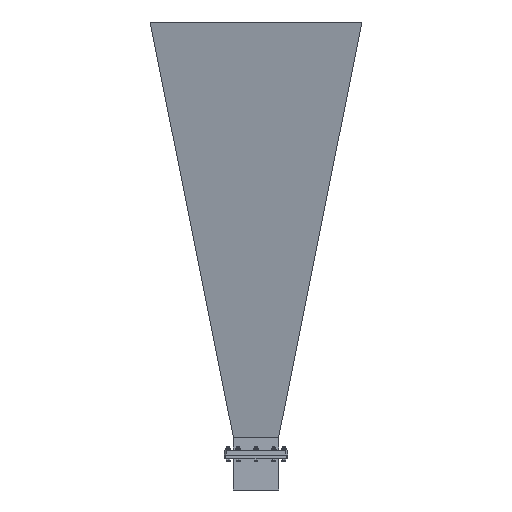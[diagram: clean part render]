
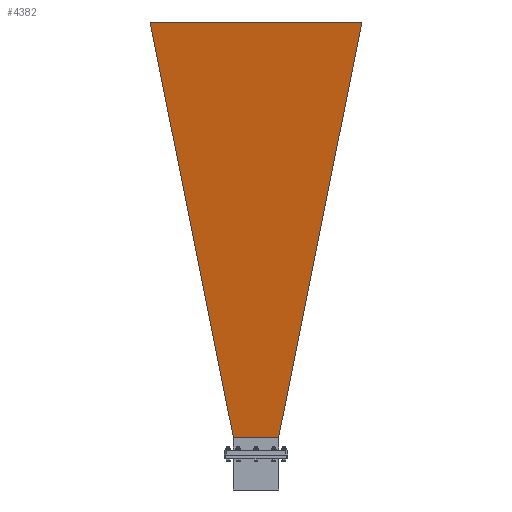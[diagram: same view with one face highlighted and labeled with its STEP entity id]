
A CAD part, front view. The second image highlights one B-rep face of the part: STEP entity #4382.
In plain terms, the highlighted face is planar.
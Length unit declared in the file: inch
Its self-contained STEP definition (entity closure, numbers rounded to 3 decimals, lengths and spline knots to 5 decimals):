
#57 = LINE ( 'NONE', #211, #5549 ) ;
#211 = CARTESIAN_POINT ( 'NONE',  ( -1.19311, 0., 1.95904 ) ) ;
#310 = DIRECTION ( 'NONE',  ( 0., 1., 0. ) ) ;
#388 = ORIENTED_EDGE ( 'NONE', *, *, #14146, .T. ) ;
#504 = ORIENTED_EDGE ( 'NONE', *, *, #15858, .T. ) ;
#1202 = ORIENTED_EDGE ( 'NONE', *, *, #8741, .T. ) ;
#2183 = VERTEX_POINT ( 'NONE', #4080 ) ;
#3269 = CARTESIAN_POINT ( 'NONE',  ( -1.19311, -2.26856, 1.95904 ) ) ;
#3315 = DIRECTION ( 'NONE',  ( -0.987, 0., -0.159 ) ) ;
#3829 = DIRECTION ( 'NONE',  ( -0.156, -0.194, 0.968 ) ) ;
#3931 = CARTESIAN_POINT ( 'NONE',  ( -7.91984, 10.63396, 43.6785 ) ) ;
#4071 = EDGE_LOOP ( 'NONE', ( #504, #8934, #388, #1202 ) ) ;
#4080 = CARTESIAN_POINT ( 'NONE',  ( -7.91984, -10.63396, 43.6785 ) ) ;
#4166 = LINE ( 'NONE', #9471, #12574 ) ;
#4382 = ADVANCED_FACE ( 'NONE', ( #10779 ), #5681, .T. ) ;
#5034 = CARTESIAN_POINT ( 'NONE',  ( -1.19311, 2.26856, 1.95904 ) ) ;
#5082 = CARTESIAN_POINT ( 'NONE',  ( -1.19311, -2.26856, 1.95904 ) ) ;
#5194 = LINE ( 'NONE', #3931, #12539 ) ;
#5549 = VECTOR ( 'NONE', #12641, 39.37008 ) ;
#5681 = PLANE ( 'NONE',  #12869 ) ;
#7100 = CARTESIAN_POINT ( 'NONE',  ( -4.5542, 0., 22.8047 ) ) ;
#8188 = VERTEX_POINT ( 'NONE', #16050 ) ;
#8477 = EDGE_CURVE ( 'NONE', #2183, #8188, #4166, .T. ) ;
#8741 = EDGE_CURVE ( 'NONE', #9660, #12685, #57, .T. ) ;
#8934 = ORIENTED_EDGE ( 'NONE', *, *, #8477, .T. ) ;
#9471 = CARTESIAN_POINT ( 'NONE',  ( -7.91984, 0., 43.6785 ) ) ;
#9660 = VERTEX_POINT ( 'NONE', #5034 ) ;
#10779 = FACE_OUTER_BOUND ( 'NONE', #4071, .T. ) ;
#11455 = LINE ( 'NONE', #5082, #14910 ) ;
#12539 = VECTOR ( 'NONE', #15928, 39.37008 ) ;
#12574 = VECTOR ( 'NONE', #310, 39.37008 ) ;
#12641 = DIRECTION ( 'NONE',  ( 0., -1., 0. ) ) ;
#12685 = VERTEX_POINT ( 'NONE', #3269 ) ;
#12869 = AXIS2_PLACEMENT_3D ( 'NONE', #7100, #3315, #14427 ) ;
#14146 = EDGE_CURVE ( 'NONE', #8188, #9660, #5194, .T. ) ;
#14427 = DIRECTION ( 'NONE',  ( -0.159, 0., 0.987 ) ) ;
#14910 = VECTOR ( 'NONE', #3829, 39.37008 ) ;
#15858 = EDGE_CURVE ( 'NONE', #12685, #2183, #11455, .T. ) ;
#15928 = DIRECTION ( 'NONE',  ( 0.156, -0.194, -0.968 ) ) ;
#16050 = CARTESIAN_POINT ( 'NONE',  ( -7.91984, 10.63396, 43.6785 ) ) ;
